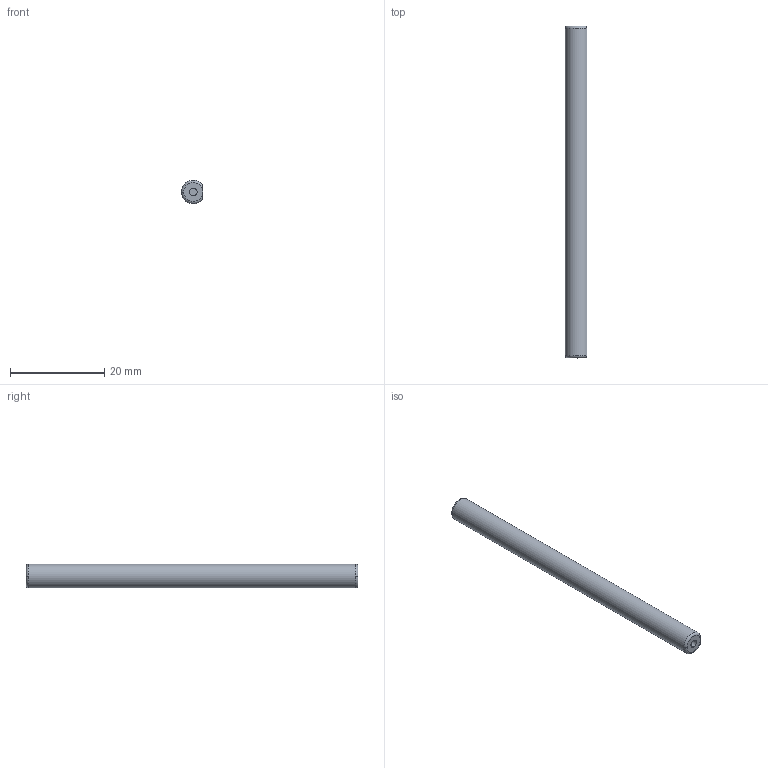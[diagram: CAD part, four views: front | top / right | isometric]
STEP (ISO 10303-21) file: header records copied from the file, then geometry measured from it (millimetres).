
FILE_DESCRIPTION((''),'2;1');
FILE_NAME('NEMA_17_STEPPER_MOTOR_SHAFT','2023-02-15T17:17:44',('matteo.grassi'),(''),'CREO PARAMETRIC BY PTC INC, 2018020','CREO PARAMETRIC BY PTC INC, 2018020','');
FILE_SCHEMA(('AUTOMOTIVE_DESIGN { 1 0 10303 214 1 1 1 1 }'));
Length unit declared in the file: millimetre
Products named in the file (1): NEMA_17_STEPPER_MOTOR_SHAFT
Bounding box: 4.5 x 70.3 x 5 mm (x, y, z)
Volume: 1285.8 mm3; surface area: 1172.2 mm2
Topology: 1 solids, 1 shells, 14 faces, 36 edges, 26 vertices
Faces by surface type: plane 5, cylinder 5, torus 4
Entity records: 765 total; most frequent: CARTESIAN_POINT 121, COLOUR_RGB 106, DIRECTION 88, ORIENTED_EDGE 72, AXIS2_PLACEMENT_3D 41, PRESENTATION_STYLE_ASSIGNMENT 37, STYLED_ITEM 37, CURVE_STYLE 36
